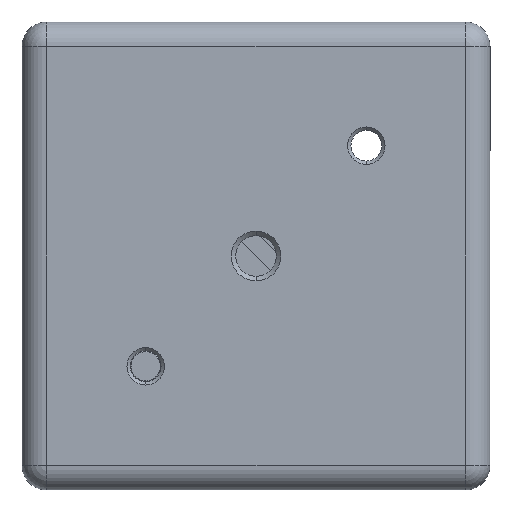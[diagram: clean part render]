
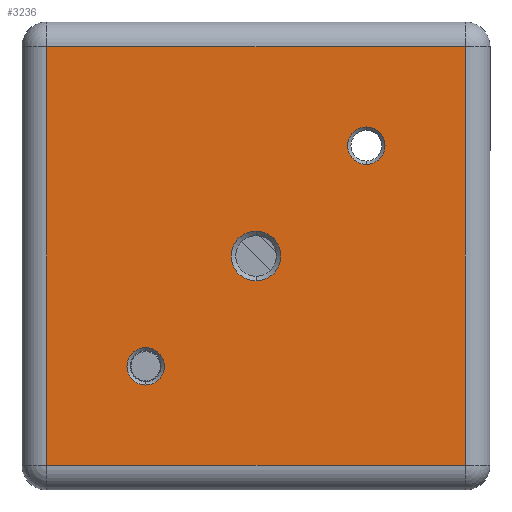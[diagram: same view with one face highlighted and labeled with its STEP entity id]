
A CAD part, front view. The second image highlights one B-rep face of the part: STEP entity #3236.
In plain terms, the highlighted planar face has unit normal (0, -1, 0).
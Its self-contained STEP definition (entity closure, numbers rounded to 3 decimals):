
#22 = AXIS2_PLACEMENT_3D ( 'NONE', #9948, #5251, #10847 ) ;
#162 = DIRECTION ( 'NONE',  ( 0., 0., 1. ) ) ;
#170 = AXIS2_PLACEMENT_3D ( 'NONE', #6041, #9617, #9701 ) ;
#180 = VERTEX_POINT ( 'NONE', #11288 ) ;
#263 = DIRECTION ( 'NONE',  ( 0., 1., 0. ) ) ;
#512 = DIRECTION ( 'NONE',  ( 1., 0., 0. ) ) ;
#620 = EDGE_CURVE ( 'NONE', #2185, #1420, #1391, .T. ) ;
#747 = VERTEX_POINT ( 'NONE', #6335 ) ;
#801 = DIRECTION ( 'NONE',  ( -1., 0., 0. ) ) ;
#935 = FACE_BOUND ( 'NONE', #6908, .T. ) ;
#1213 = CARTESIAN_POINT ( 'NONE',  ( 17.05, -2., 0. ) ) ;
#1391 = CIRCLE ( 'NONE', #2224, 1.525 ) ;
#1420 = VERTEX_POINT ( 'NONE', #5523 ) ;
#1565 = ORIENTED_EDGE ( 'NONE', *, *, #8547, .T. ) ;
#1622 = ORIENTED_EDGE ( 'NONE', *, *, #9100, .F. ) ;
#1680 = LINE ( 'NONE', #3635, #11242 ) ;
#2126 = EDGE_CURVE ( 'NONE', #747, #180, #8080, .T. ) ;
#2143 = EDGE_CURVE ( 'NONE', #1420, #2185, #7091, .T. ) ;
#2185 = VERTEX_POINT ( 'NONE', #5220 ) ;
#2224 = AXIS2_PLACEMENT_3D ( 'NONE', #7870, #6004, #2302 ) ;
#2297 = EDGE_CURVE ( 'NONE', #4508, #3615, #7372, .T. ) ;
#2302 = DIRECTION ( 'NONE',  ( 0., 0., 1. ) ) ;
#2418 = CIRCLE ( 'NONE', #3290, 1.525 ) ;
#2669 = CARTESIAN_POINT ( 'NONE',  ( 0., -2., 0. ) ) ;
#2800 = CARTESIAN_POINT ( 'NONE',  ( 0., -2., 0. ) ) ;
#2940 = AXIS2_PLACEMENT_3D ( 'NONE', #2669, #6327, #10994 ) ;
#2959 = FACE_BOUND ( 'NONE', #9718, .T. ) ;
#3035 = ORIENTED_EDGE ( 'NONE', *, *, #10874, .T. ) ;
#3236 = ADVANCED_FACE ( 'NONE', ( #2959, #10769, #3412, #935 ), #11133, .F. ) ;
#3290 = AXIS2_PLACEMENT_3D ( 'NONE', #7867, #9662, #4890 ) ;
#3412 = FACE_OUTER_BOUND ( 'NONE', #8792, .T. ) ;
#3456 = EDGE_LOOP ( 'NONE', ( #11581, #11112 ) ) ;
#3560 = DIRECTION ( 'NONE',  ( 0., 0., -1. ) ) ;
#3615 = VERTEX_POINT ( 'NONE', #8629 ) ;
#3635 = CARTESIAN_POINT ( 'NONE',  ( 0., -2., 17.05 ) ) ;
#4022 = ORIENTED_EDGE ( 'NONE', *, *, #2126, .T. ) ;
#4033 = VECTOR ( 'NONE', #4724, 1000. ) ;
#4318 = VERTEX_POINT ( 'NONE', #7677 ) ;
#4508 = VERTEX_POINT ( 'NONE', #11736 ) ;
#4724 = DIRECTION ( 'NONE',  ( 0., 0., 1. ) ) ;
#4890 = DIRECTION ( 'NONE',  ( 0., 0., 1. ) ) ;
#5220 = CARTESIAN_POINT ( 'NONE',  ( 8.98, -2., 7.455 ) ) ;
#5251 = DIRECTION ( 'NONE',  ( 0., -1., 0. ) ) ;
#5346 = VERTEX_POINT ( 'NONE', #8841 ) ;
#5523 = CARTESIAN_POINT ( 'NONE',  ( 8.98, -2., 10.505 ) ) ;
#5840 = EDGE_CURVE ( 'NONE', #7422, #5346, #10602, .T. ) ;
#6004 = DIRECTION ( 'NONE',  ( 0., 1., 0. ) ) ;
#6041 = CARTESIAN_POINT ( 'NONE',  ( 8.98, -2., 8.98 ) ) ;
#6327 = DIRECTION ( 'NONE',  ( 0., -1., 0. ) ) ;
#6335 = CARTESIAN_POINT ( 'NONE',  ( 17.05, -2., -17.05 ) ) ;
#6498 = VECTOR ( 'NONE', #512, 1000. ) ;
#6795 = DIRECTION ( 'NONE',  ( 0., 0., 1. ) ) ;
#6908 = EDGE_LOOP ( 'NONE', ( #11787, #1622 ) ) ;
#7091 = CIRCLE ( 'NONE', #170, 1.525 ) ;
#7372 = CIRCLE ( 'NONE', #2940, 2.025 ) ;
#7422 = VERTEX_POINT ( 'NONE', #7519 ) ;
#7519 = CARTESIAN_POINT ( 'NONE',  ( -17.05, -2., 17.05 ) ) ;
#7629 = ORIENTED_EDGE ( 'NONE', *, *, #5840, .T. ) ;
#7677 = CARTESIAN_POINT ( 'NONE',  ( -8.98, -2., -10.505 ) ) ;
#7803 = EDGE_CURVE ( 'NONE', #180, #7422, #1680, .T. ) ;
#7867 = CARTESIAN_POINT ( 'NONE',  ( -8.98, -2., -8.98 ) ) ;
#7870 = CARTESIAN_POINT ( 'NONE',  ( 8.98, -2., 8.98 ) ) ;
#8025 = VERTEX_POINT ( 'NONE', #11361 ) ;
#8080 = LINE ( 'NONE', #1213, #4033 ) ;
#8104 = AXIS2_PLACEMENT_3D ( 'NONE', #2800, #11264, #162 ) ;
#8547 = EDGE_CURVE ( 'NONE', #4318, #8025, #8750, .T. ) ;
#8629 = CARTESIAN_POINT ( 'NONE',  ( 0., -2., 2.025 ) ) ;
#8750 = CIRCLE ( 'NONE', #10004, 1.525 ) ;
#8792 = EDGE_LOOP ( 'NONE', ( #7629, #9593, #4022, #9006 ) ) ;
#8841 = CARTESIAN_POINT ( 'NONE',  ( -17.05, -2., -17.05 ) ) ;
#8943 = LINE ( 'NONE', #11568, #6498 ) ;
#9006 = ORIENTED_EDGE ( 'NONE', *, *, #7803, .T. ) ;
#9100 = EDGE_CURVE ( 'NONE', #3615, #4508, #11327, .T. ) ;
#9593 = ORIENTED_EDGE ( 'NONE', *, *, #11039, .T. ) ;
#9617 = DIRECTION ( 'NONE',  ( 0., 1., 0. ) ) ;
#9631 = CARTESIAN_POINT ( 'NONE',  ( -8.98, -2., -8.98 ) ) ;
#9662 = DIRECTION ( 'NONE',  ( 0., 1., 0. ) ) ;
#9701 = DIRECTION ( 'NONE',  ( 0., 0., 1. ) ) ;
#9718 = EDGE_LOOP ( 'NONE', ( #1565, #3035 ) ) ;
#9896 = VECTOR ( 'NONE', #3560, 1000. ) ;
#9948 = CARTESIAN_POINT ( 'NONE',  ( 0., -2., 0. ) ) ;
#9996 = CARTESIAN_POINT ( 'NONE',  ( -17.05, -2., 0. ) ) ;
#10004 = AXIS2_PLACEMENT_3D ( 'NONE', #9631, #263, #6795 ) ;
#10602 = LINE ( 'NONE', #9996, #9896 ) ;
#10769 = FACE_BOUND ( 'NONE', #3456, .T. ) ;
#10847 = DIRECTION ( 'NONE',  ( 0., 0., -1. ) ) ;
#10874 = EDGE_CURVE ( 'NONE', #8025, #4318, #2418, .T. ) ;
#10994 = DIRECTION ( 'NONE',  ( 0., 0., -1. ) ) ;
#11039 = EDGE_CURVE ( 'NONE', #5346, #747, #8943, .T. ) ;
#11112 = ORIENTED_EDGE ( 'NONE', *, *, #2143, .T. ) ;
#11133 = PLANE ( 'NONE',  #8104 ) ;
#11242 = VECTOR ( 'NONE', #801, 1000. ) ;
#11264 = DIRECTION ( 'NONE',  ( 0., 1., 0. ) ) ;
#11288 = CARTESIAN_POINT ( 'NONE',  ( 17.05, -2., 17.05 ) ) ;
#11327 = CIRCLE ( 'NONE', #22, 2.025 ) ;
#11361 = CARTESIAN_POINT ( 'NONE',  ( -8.98, -2., -7.455 ) ) ;
#11568 = CARTESIAN_POINT ( 'NONE',  ( 0., -2., -17.05 ) ) ;
#11581 = ORIENTED_EDGE ( 'NONE', *, *, #620, .T. ) ;
#11736 = CARTESIAN_POINT ( 'NONE',  ( 0., -2., -2.025 ) ) ;
#11787 = ORIENTED_EDGE ( 'NONE', *, *, #2297, .F. ) ;
